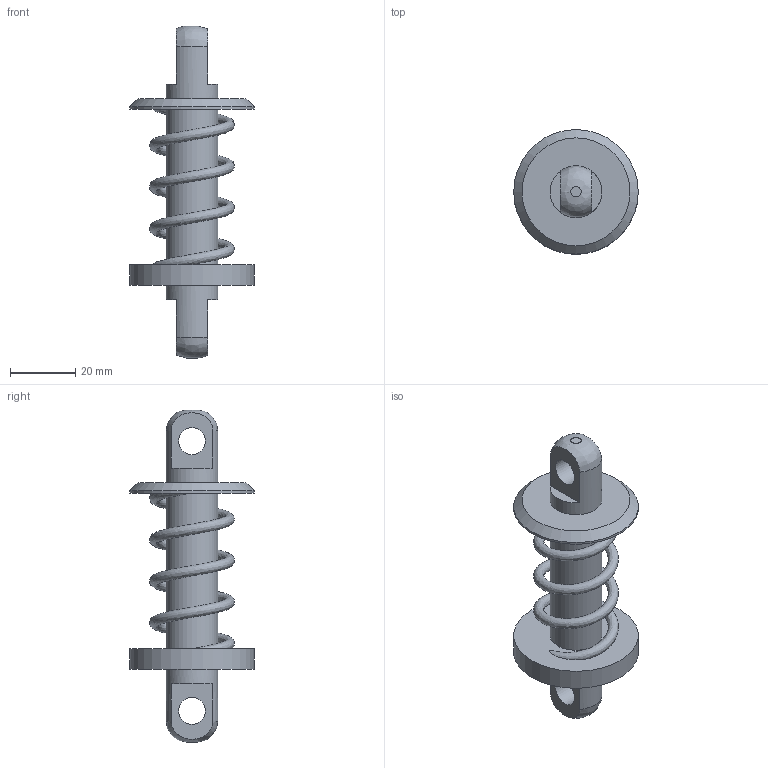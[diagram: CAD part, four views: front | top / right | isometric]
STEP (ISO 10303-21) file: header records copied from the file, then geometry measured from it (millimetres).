
FILE_DESCRIPTION(/* description */ (''),/* implementation_level */ '2;1');
FILE_NAME(/* name */ 'Shock CAD_ipt_b35d8b59.STEP',/* time_stamp */ '2018-02-13T23:11:24-05:00',/* author */ ('en-baja'),/* organization */ (''),/* preprocessor_version */ 'ST-DEVELOPER v16.13',/* originating_system */ 'Autodesk Inventor 2018',/* authorisation */ '');
FILE_SCHEMA (('AUTOMOTIVE_DESIGN { 1 0 10303 214 3 1 1 }'));
Length unit declared in the file: inch
Products named in the file (1): Shock CAD
Bounding box: 38.1 x 38.1 x 101.6 mm (x, y, z)
Volume: 27445.2 mm3; surface area: 12255.6 mm2
Topology: 1 solids, 1 shells, 25 faces, 60 edges, 41 vertices
Faces by surface type: plane 14, cylinder 7, bspline 3, cone 1
Full cylindrical faces by diameter (mm): 8.255 x2, 15.875 x3, 38.1 x2
Entity records: 1615 total; most frequent: CARTESIAN_POINT 990, DIRECTION 108, ORIENTED_EDGE 100, EDGE_CURVE 50, AXIS2_PLACEMENT_3D 48, EDGE_LOOP 43, VERTEX_POINT 39, FACE_OUTER_BOUND 25
